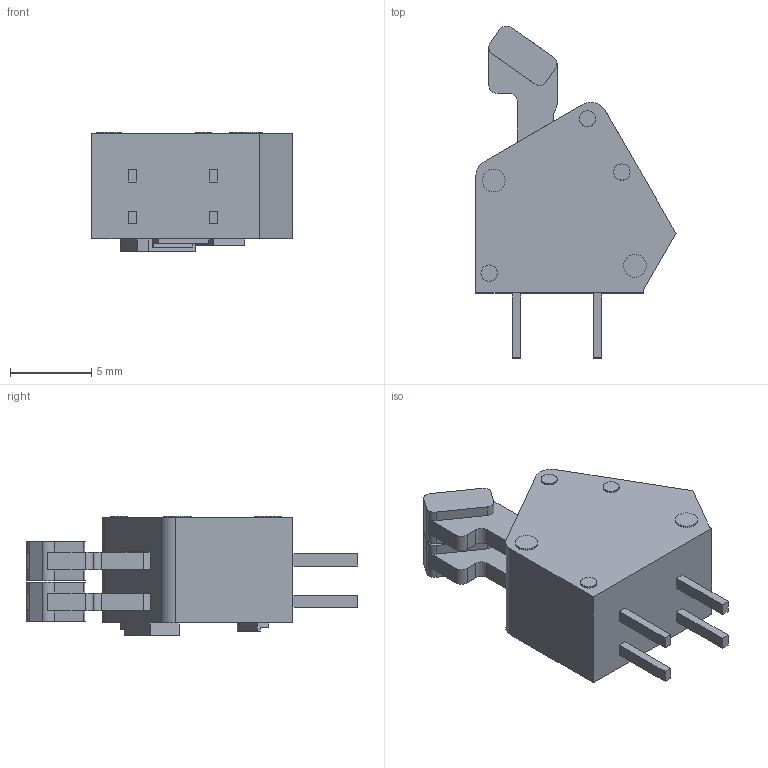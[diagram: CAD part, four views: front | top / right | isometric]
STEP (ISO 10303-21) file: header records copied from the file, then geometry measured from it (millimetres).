
FILE_DESCRIPTION(/* description */ ('STEP AP214'),/* implementation_level */ '2;1');
FILE_NAME(/* name */ '233-502',/* time_stamp */ '2023-02-17T15:56:37+01:00',/* author */ ('License CC BY-ND 4.0'),/* organization */ ('CADENAS'),/* preprocessor_version */ 'ST-DEVELOPER v18.102',/* originating_system */ 'PARTsolutions',/* authorisation */ ' ');
FILE_SCHEMA (('CONFIG_CONTROL_DESIGN','AUTOMOTIVE_DESIGN {1 0 10303 214 3 1 1}'));
Length unit declared in the file: millimetre
Products named in the file (1): 233-502
Bounding box: 12.32 x 20.44 x 7.38 mm (x, y, z)
Volume: 754.9 mm3; surface area: 750.4 mm2
Topology: 1 solids, 1 shells, 184 faces, 476 edges, 310 vertices
Faces by surface type: plane 144, cylinder 40
Full cylindrical faces by diameter (mm): 1 x3, 1.4 x2
Entity records: 5562 total; most frequent: CARTESIAN_POINT 966, ORIENTED_EDGE 942, DIRECTION 934, EDGE_CURVE 471, LINE 378, VECTOR 378, VERTEX_POINT 310, AXIS2_PLACEMENT_3D 278
